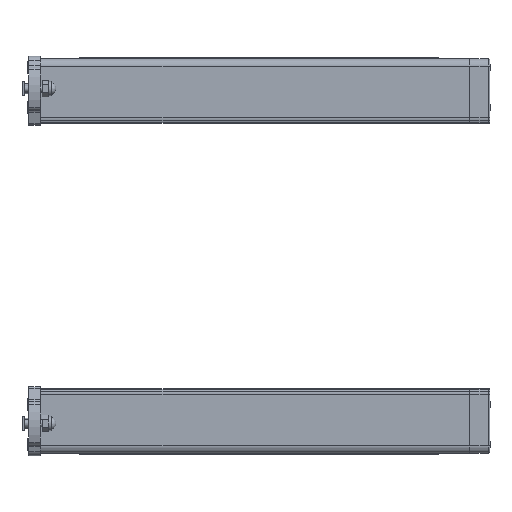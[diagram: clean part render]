
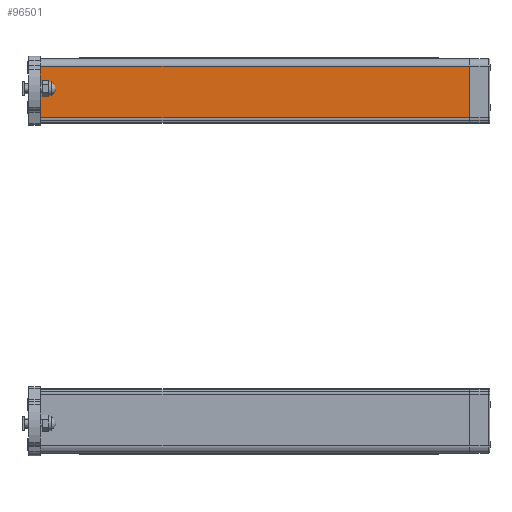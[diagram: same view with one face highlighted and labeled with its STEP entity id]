
A CAD part, front view. The second image highlights one B-rep face of the part: STEP entity #96501.
In plain terms, the highlighted planar face has unit normal (0, -1, 0).
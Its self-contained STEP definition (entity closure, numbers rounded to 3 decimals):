
#93284 = PLANE('',#93285);
#93285 = AXIS2_PLACEMENT_3D('',#93286,#93287,#93288);
#93286 = CARTESIAN_POINT('',(557960.989,14150.,
    334613.083));
#93287 = DIRECTION('',(1.,0.,0.));
#93288 = DIRECTION('',(0.,0.,1.));
#93362 = PLANE('',#93363);
#93363 = AXIS2_PLACEMENT_3D('',#93364,#93365,#93366);
#93364 = CARTESIAN_POINT('',(857960.989,14150.,
    334613.083));
#93365 = DIRECTION('',(1.,0.,0.));
#93366 = DIRECTION('',(0.,0.,1.));
#96324 = CYLINDRICAL_SURFACE('',#96325,5000.);
#96325 = AXIS2_PLACEMENT_3D('',#96326,#96327,#96328);
#96326 = CARTESIAN_POINT('',(557960.989,1650.,
    315756.87));
#96327 = DIRECTION('',(1.,0.,0.));
#96328 = DIRECTION('',(0.,-1.,0.));
#96362 = VERTEX_POINT('',#96363);
#96363 = CARTESIAN_POINT('',(557960.989,-3350.,
    315756.87));
#96409 = VERTEX_POINT('',#96410);
#96410 = CARTESIAN_POINT('',(857960.989,-3350.,
    315756.87));
#96454 = EDGE_CURVE('',#96362,#96409,#96455,.T.);
#96455 = SURFACE_CURVE('',#96456,(#96460,#96489),.PCURVE_S1.);
#96456 = LINE('',#96457,#96458);
#96457 = CARTESIAN_POINT('',(557960.989,-3350.,
    315756.87));
#96458 = VECTOR('',#96459,1.);
#96459 = DIRECTION('',(1.,0.,0.));
#96460 = PCURVE('',#96324,#96461);
#96461 = DEFINITIONAL_REPRESENTATION('',(#96462),#96488);
#96462 = B_SPLINE_CURVE_WITH_KNOTS('',3,(#96463,#96464,#96465,#96466,
    #96467,#96468,#96469,#96470,#96471,#96472,#96473,#96474,#96475,
    #96476,#96477,#96478,#96479,#96480,#96481,#96482,#96483,#96484,
    #96485,#96486,#96487),.UNSPECIFIED.,.F.,.F.,(4,1,1,1,1,1,1,1,1,1,1,1
    ,1,1,1,1,1,1,1,1,1,1,4),(0.,13636.364,27272.727,
    40909.091,54545.455,68181.818,
    81818.182,95454.545,109090.909,
    122727.273,136363.636,150000.,163636.364,
    177272.727,190909.091,204545.455,
    218181.818,231818.182,245454.545,
    259090.909,272727.273,286363.636,300000.),
  .QUASI_UNIFORM_KNOTS.);
#96463 = CARTESIAN_POINT('',(0.,0.));
#96464 = CARTESIAN_POINT('',(0.,4545.455));
#96465 = CARTESIAN_POINT('',(0.,13636.364));
#96466 = CARTESIAN_POINT('',(0.,27272.727));
#96467 = CARTESIAN_POINT('',(0.,40909.091));
#96468 = CARTESIAN_POINT('',(0.,54545.455));
#96469 = CARTESIAN_POINT('',(0.,68181.818));
#96470 = CARTESIAN_POINT('',(0.,81818.182));
#96471 = CARTESIAN_POINT('',(0.,95454.545));
#96472 = CARTESIAN_POINT('',(0.,109090.909));
#96473 = CARTESIAN_POINT('',(0.,122727.273));
#96474 = CARTESIAN_POINT('',(0.,136363.636));
#96475 = CARTESIAN_POINT('',(0.,150000.));
#96476 = CARTESIAN_POINT('',(0.,163636.364));
#96477 = CARTESIAN_POINT('',(0.,177272.727));
#96478 = CARTESIAN_POINT('',(0.,190909.091));
#96479 = CARTESIAN_POINT('',(0.,204545.455));
#96480 = CARTESIAN_POINT('',(0.,218181.818));
#96481 = CARTESIAN_POINT('',(0.,231818.182));
#96482 = CARTESIAN_POINT('',(0.,245454.545));
#96483 = CARTESIAN_POINT('',(0.,259090.909));
#96484 = CARTESIAN_POINT('',(0.,272727.273));
#96485 = CARTESIAN_POINT('',(0.,286363.636));
#96486 = CARTESIAN_POINT('',(0.,295454.545));
#96487 = CARTESIAN_POINT('',(0.,300000.));
#96488 = ( GEOMETRIC_REPRESENTATION_CONTEXT(2) 
PARAMETRIC_REPRESENTATION_CONTEXT() REPRESENTATION_CONTEXT('2D SPACE',''
  ) );
#96489 = PCURVE('',#96490,#96495);
#96490 = PLANE('',#96491);
#96491 = AXIS2_PLACEMENT_3D('',#96492,#96493,#96494);
#96492 = CARTESIAN_POINT('',(557960.989,-3350.,
    351945.481));
#96493 = DIRECTION('',(0.,-1.,0.));
#96494 = DIRECTION('',(0.,0.,-1.));
#96495 = DEFINITIONAL_REPRESENTATION('',(#96496),#96500);
#96496 = LINE('',#96497,#96498);
#96497 = CARTESIAN_POINT('',(36188.612,0.));
#96498 = VECTOR('',#96499,1.);
#96499 = DIRECTION('',(0.,1.));
#96500 = ( GEOMETRIC_REPRESENTATION_CONTEXT(2) 
PARAMETRIC_REPRESENTATION_CONTEXT() REPRESENTATION_CONTEXT('2D SPACE',''
  ) );
#96501 = ADVANCED_FACE('',(#96502),#96490,.T.);
#96502 = FACE_BOUND('',#96503,.T.);
#96503 = EDGE_LOOP('',(#96504,#96527,#96528,#96551));
#96504 = ORIENTED_EDGE('',*,*,#96505,.T.);
#96505 = EDGE_CURVE('',#96506,#96362,#96508,.T.);
#96506 = VERTEX_POINT('',#96507);
#96507 = CARTESIAN_POINT('',(557960.989,-3350.,
    351945.481));
#96508 = SURFACE_CURVE('',#96509,(#96513,#96520),.PCURVE_S1.);
#96509 = LINE('',#96510,#96511);
#96510 = CARTESIAN_POINT('',(557960.989,-3350.,
    351945.481));
#96511 = VECTOR('',#96512,1.);
#96512 = DIRECTION('',(0.,0.,-1.));
#96513 = PCURVE('',#96490,#96514);
#96514 = DEFINITIONAL_REPRESENTATION('',(#96515),#96519);
#96515 = LINE('',#96516,#96517);
#96516 = CARTESIAN_POINT('',(-0.,0.));
#96517 = VECTOR('',#96518,1.);
#96518 = DIRECTION('',(1.,0.));
#96519 = ( GEOMETRIC_REPRESENTATION_CONTEXT(2) 
PARAMETRIC_REPRESENTATION_CONTEXT() REPRESENTATION_CONTEXT('2D SPACE',''
  ) );
#96520 = PCURVE('',#93284,#96521);
#96521 = DEFINITIONAL_REPRESENTATION('',(#96522),#96526);
#96522 = LINE('',#96523,#96524);
#96523 = CARTESIAN_POINT('',(17332.398,17500.));
#96524 = VECTOR('',#96525,1.);
#96525 = DIRECTION('',(-1.,0.));
#96526 = ( GEOMETRIC_REPRESENTATION_CONTEXT(2) 
PARAMETRIC_REPRESENTATION_CONTEXT() REPRESENTATION_CONTEXT('2D SPACE',''
  ) );
#96527 = ORIENTED_EDGE('',*,*,#96454,.T.);
#96528 = ORIENTED_EDGE('',*,*,#96529,.F.);
#96529 = EDGE_CURVE('',#96530,#96409,#96532,.T.);
#96530 = VERTEX_POINT('',#96531);
#96531 = CARTESIAN_POINT('',(857960.989,-3350.,
    351945.481));
#96532 = SURFACE_CURVE('',#96533,(#96537,#96544),.PCURVE_S1.);
#96533 = LINE('',#96534,#96535);
#96534 = CARTESIAN_POINT('',(857960.989,-3350.,
    351945.481));
#96535 = VECTOR('',#96536,1.);
#96536 = DIRECTION('',(0.,0.,-1.));
#96537 = PCURVE('',#96490,#96538);
#96538 = DEFINITIONAL_REPRESENTATION('',(#96539),#96543);
#96539 = LINE('',#96540,#96541);
#96540 = CARTESIAN_POINT('',(0.,300000.));
#96541 = VECTOR('',#96542,1.);
#96542 = DIRECTION('',(1.,0.));
#96543 = ( GEOMETRIC_REPRESENTATION_CONTEXT(2) 
PARAMETRIC_REPRESENTATION_CONTEXT() REPRESENTATION_CONTEXT('2D SPACE',''
  ) );
#96544 = PCURVE('',#93362,#96545);
#96545 = DEFINITIONAL_REPRESENTATION('',(#96546),#96550);
#96546 = LINE('',#96547,#96548);
#96547 = CARTESIAN_POINT('',(17332.398,17500.));
#96548 = VECTOR('',#96549,1.);
#96549 = DIRECTION('',(-1.,0.));
#96550 = ( GEOMETRIC_REPRESENTATION_CONTEXT(2) 
PARAMETRIC_REPRESENTATION_CONTEXT() REPRESENTATION_CONTEXT('2D SPACE',''
  ) );
#96551 = ORIENTED_EDGE('',*,*,#96552,.F.);
#96552 = EDGE_CURVE('',#96506,#96530,#96553,.T.);
#96553 = SURFACE_CURVE('',#96554,(#96558,#96565),.PCURVE_S1.);
#96554 = LINE('',#96555,#96556);
#96555 = CARTESIAN_POINT('',(557960.989,-3350.,
    351945.481));
#96556 = VECTOR('',#96557,1.);
#96557 = DIRECTION('',(1.,0.,0.));
#96558 = PCURVE('',#96490,#96559);
#96559 = DEFINITIONAL_REPRESENTATION('',(#96560),#96564);
#96560 = LINE('',#96561,#96562);
#96561 = CARTESIAN_POINT('',(-0.,0.));
#96562 = VECTOR('',#96563,1.);
#96563 = DIRECTION('',(0.,1.));
#96564 = ( GEOMETRIC_REPRESENTATION_CONTEXT(2) 
PARAMETRIC_REPRESENTATION_CONTEXT() REPRESENTATION_CONTEXT('2D SPACE',''
  ) );
#96565 = PCURVE('',#96566,#96571);
#96566 = CYLINDRICAL_SURFACE('',#96567,5000.);
#96567 = AXIS2_PLACEMENT_3D('',#96568,#96569,#96570);
#96568 = CARTESIAN_POINT('',(557960.989,1650.,
    351945.481));
#96569 = DIRECTION('',(1.,0.,0.));
#96570 = DIRECTION('',(0.,0.,1.));
#96571 = DEFINITIONAL_REPRESENTATION('',(#96572),#96598);
#96572 = B_SPLINE_CURVE_WITH_KNOTS('',3,(#96573,#96574,#96575,#96576,
    #96577,#96578,#96579,#96580,#96581,#96582,#96583,#96584,#96585,
    #96586,#96587,#96588,#96589,#96590,#96591,#96592,#96593,#96594,
    #96595,#96596,#96597),.UNSPECIFIED.,.F.,.F.,(4,1,1,1,1,1,1,1,1,1,1,1
    ,1,1,1,1,1,1,1,1,1,1,4),(0.,13636.364,27272.727,
    40909.091,54545.455,68181.818,
    81818.182,95454.545,109090.909,
    122727.273,136363.636,150000.,163636.364,
    177272.727,190909.091,204545.455,
    218181.818,231818.182,245454.545,
    259090.909,272727.273,286363.636,300000.),
  .QUASI_UNIFORM_KNOTS.);
#96573 = CARTESIAN_POINT('',(1.571,0.));
#96574 = CARTESIAN_POINT('',(1.571,4545.455));
#96575 = CARTESIAN_POINT('',(1.571,13636.364));
#96576 = CARTESIAN_POINT('',(1.571,27272.727));
#96577 = CARTESIAN_POINT('',(1.571,40909.091));
#96578 = CARTESIAN_POINT('',(1.571,54545.455));
#96579 = CARTESIAN_POINT('',(1.571,68181.818));
#96580 = CARTESIAN_POINT('',(1.571,81818.182));
#96581 = CARTESIAN_POINT('',(1.571,95454.545));
#96582 = CARTESIAN_POINT('',(1.571,109090.909));
#96583 = CARTESIAN_POINT('',(1.571,122727.273));
#96584 = CARTESIAN_POINT('',(1.571,136363.636));
#96585 = CARTESIAN_POINT('',(1.571,150000.));
#96586 = CARTESIAN_POINT('',(1.571,163636.364));
#96587 = CARTESIAN_POINT('',(1.571,177272.727));
#96588 = CARTESIAN_POINT('',(1.571,190909.091));
#96589 = CARTESIAN_POINT('',(1.571,204545.455));
#96590 = CARTESIAN_POINT('',(1.571,218181.818));
#96591 = CARTESIAN_POINT('',(1.571,231818.182));
#96592 = CARTESIAN_POINT('',(1.571,245454.545));
#96593 = CARTESIAN_POINT('',(1.571,259090.909));
#96594 = CARTESIAN_POINT('',(1.571,272727.273));
#96595 = CARTESIAN_POINT('',(1.571,286363.636));
#96596 = CARTESIAN_POINT('',(1.571,295454.545));
#96597 = CARTESIAN_POINT('',(1.571,300000.));
#96598 = ( GEOMETRIC_REPRESENTATION_CONTEXT(2) 
PARAMETRIC_REPRESENTATION_CONTEXT() REPRESENTATION_CONTEXT('2D SPACE',''
  ) );
